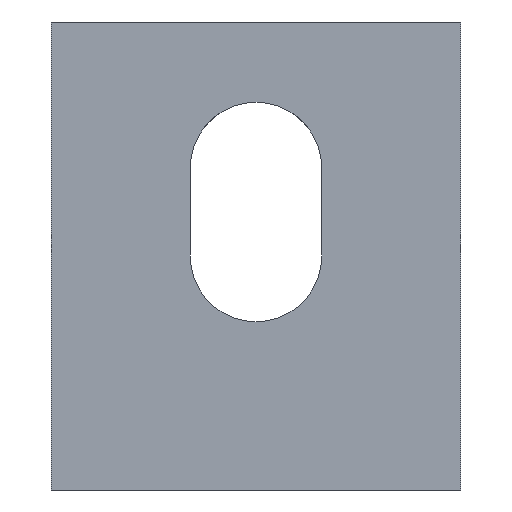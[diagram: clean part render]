
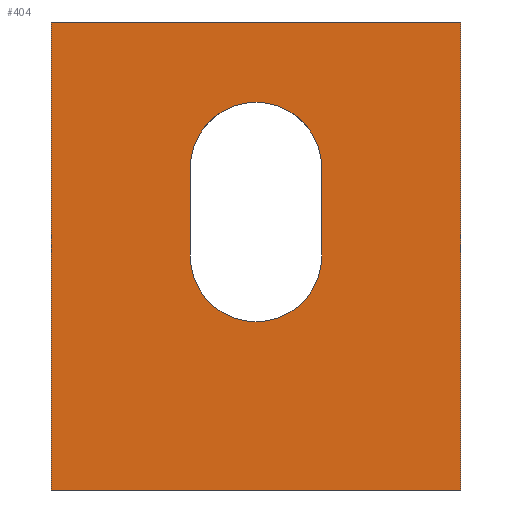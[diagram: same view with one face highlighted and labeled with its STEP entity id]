
A CAD part, front view. The second image highlights one B-rep face of the part: STEP entity #404.
In plain terms, the highlighted planar face has unit normal (0, -1, 0).
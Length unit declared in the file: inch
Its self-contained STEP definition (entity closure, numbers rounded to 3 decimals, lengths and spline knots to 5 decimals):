
#2 = CARTESIAN_POINT ( 'NONE',  ( 0.297, 0., 0.5 ) ) ;
#7 = CARTESIAN_POINT ( 'NONE',  ( 0.297, 0., 0.688 ) ) ;
#24 = LINE ( 'NONE', #25, #26 ) ;
#25 = CARTESIAN_POINT ( 'NONE',  ( 0., 0., 0. ) ) ;
#26 = VECTOR ( 'NONE', #27, 39.37008 ) ;
#27 = DIRECTION ( 'NONE',  ( 0., 0., -1. ) ) ;
#82 = ORIENTED_EDGE ( 'NONE', *, *, #184, .F. ) ;
#146 = VERTEX_POINT ( 'NONE', #415 ) ;
#147 = VERTEX_POINT ( 'NONE', #421 ) ;
#154 = ORIENTED_EDGE ( 'NONE', *, *, #670, .F. ) ;
#160 = VERTEX_POINT ( 'NONE', #497 ) ;
#174 = ORIENTED_EDGE ( 'NONE', *, *, #177, .F. ) ;
#177 = EDGE_CURVE ( 'NONE', #147, #196, #613, .T. ) ;
#178 = ORIENTED_EDGE ( 'NONE', *, *, #242, .T. ) ;
#183 = EDGE_LOOP ( 'NONE', ( #219, #82, #154, #178 ) ) ;
#184 = EDGE_CURVE ( 'NONE', #634, #160, #661, .T. ) ;
#186 = EDGE_CURVE ( 'NONE', #304, #146, #674, .T. ) ;
#196 = VERTEX_POINT ( 'NONE', #7 ) ;
#200 = ORIENTED_EDGE ( 'NONE', *, *, #288, .F. ) ;
#204 = EDGE_CURVE ( 'NONE', #405, #160, #24, .T. ) ;
#217 = EDGE_CURVE ( 'NONE', #196, #304, #469, .T. ) ;
#219 = ORIENTED_EDGE ( 'NONE', *, *, #204, .T. ) ;
#221 = VERTEX_POINT ( 'NONE', #496 ) ;
#242 = EDGE_CURVE ( 'NONE', #221, #405, #326, .T. ) ;
#250 = ORIENTED_EDGE ( 'NONE', *, *, #217, .F. ) ;
#263 = ORIENTED_EDGE ( 'NONE', *, *, #186, .F. ) ;
#270 = VERTEX_POINT ( 'NONE', #460 ) ;
#288 = EDGE_CURVE ( 'NONE', #146, #270, #607, .T. ) ;
#289 = ORIENTED_EDGE ( 'NONE', *, *, #563, .F. ) ;
#302 = EDGE_LOOP ( 'NONE', ( #250, #174, #289, #200, #263 ) ) ;
#304 = VERTEX_POINT ( 'NONE', #2 ) ;
#326 = LINE ( 'NONE', #327, #328 ) ;
#327 = CARTESIAN_POINT ( 'NONE',  ( 0.875, 0., 1. ) ) ;
#328 = VECTOR ( 'NONE', #329, 39.37008 ) ;
#329 = DIRECTION ( 'NONE',  ( -1., 0., 0. ) ) ;
#404 = ADVANCED_FACE ( 'NONE', ( #434, #435 ), #436, .F. ) ;
#405 = VERTEX_POINT ( 'NONE', #455 ) ;
#415 = CARTESIAN_POINT ( 'NONE',  ( 0.4375, 0., 0.3595 ) ) ;
#421 = CARTESIAN_POINT ( 'NONE',  ( 0.578, 0., 0.688 ) ) ;
#434 = FACE_BOUND ( 'NONE', #302, .T. ) ;
#435 = FACE_OUTER_BOUND ( 'NONE', #183, .T. ) ;
#436 = PLANE ( 'NONE',  #437 ) ;
#437 = AXIS2_PLACEMENT_3D ( 'NONE', #438, #439, #440 ) ;
#438 = CARTESIAN_POINT ( 'NONE',  ( 0.875, 0., 0. ) ) ;
#439 = DIRECTION ( 'NONE',  ( 0., 1., 0. ) ) ;
#440 = DIRECTION ( 'NONE',  ( 0., 0., 1. ) ) ;
#455 = CARTESIAN_POINT ( 'NONE',  ( 0., 0., 1. ) ) ;
#460 = CARTESIAN_POINT ( 'NONE',  ( 0.578, 0., 0.5 ) ) ;
#469 = LINE ( 'NONE', #470, #471 ) ;
#470 = CARTESIAN_POINT ( 'NONE',  ( 0.297, 0., 0.688 ) ) ;
#471 = VECTOR ( 'NONE', #472, 39.37008 ) ;
#472 = DIRECTION ( 'NONE',  ( 0., 0., -1. ) ) ;
#496 = CARTESIAN_POINT ( 'NONE',  ( 0.875, 0., 1. ) ) ;
#497 = CARTESIAN_POINT ( 'NONE',  ( 0., 0., 0. ) ) ;
#533 = LINE ( 'NONE', #534, #535 ) ;
#534 = CARTESIAN_POINT ( 'NONE',  ( 0.578, 0., 0.688 ) ) ;
#535 = VECTOR ( 'NONE', #536, 39.37008 ) ;
#536 = DIRECTION ( 'NONE',  ( 0., 0., 1. ) ) ;
#563 = EDGE_CURVE ( 'NONE', #270, #147, #533, .T. ) ;
#607 = CIRCLE ( 'NONE', #608, 0.1405 ) ;
#608 = AXIS2_PLACEMENT_3D ( 'NONE', #609, #610, #611 ) ;
#609 = CARTESIAN_POINT ( 'NONE',  ( 0.4375, 0., 0.5 ) ) ;
#610 = DIRECTION ( 'NONE',  ( 0., -1., 0. ) ) ;
#611 = DIRECTION ( 'NONE',  ( 0., 0., 1. ) ) ;
#612 = CARTESIAN_POINT ( 'NONE',  ( 0.875, 0., 0. ) ) ;
#613 = CIRCLE ( 'NONE', #618, 0.1405 ) ;
#618 = AXIS2_PLACEMENT_3D ( 'NONE', #619, #620, #621 ) ;
#619 = CARTESIAN_POINT ( 'NONE',  ( 0.4375, 0., 0.688 ) ) ;
#620 = DIRECTION ( 'NONE',  ( 0., -1., 0. ) ) ;
#621 = DIRECTION ( 'NONE',  ( 0., 0., -1. ) ) ;
#634 = VERTEX_POINT ( 'NONE', #612 ) ;
#639 = LINE ( 'NONE', #640, #641 ) ;
#640 = CARTESIAN_POINT ( 'NONE',  ( 0.875, 0., 0. ) ) ;
#641 = VECTOR ( 'NONE', #642, 39.37008 ) ;
#642 = DIRECTION ( 'NONE',  ( 0., 0., -1. ) ) ;
#661 = LINE ( 'NONE', #662, #663 ) ;
#662 = CARTESIAN_POINT ( 'NONE',  ( 0.875, 0., 0. ) ) ;
#663 = VECTOR ( 'NONE', #664, 39.37008 ) ;
#664 = DIRECTION ( 'NONE',  ( -1., 0., 0. ) ) ;
#670 = EDGE_CURVE ( 'NONE', #221, #634, #639, .T. ) ;
#674 = CIRCLE ( 'NONE', #675, 0.1405 ) ;
#675 = AXIS2_PLACEMENT_3D ( 'NONE', #676, #677, #678 ) ;
#676 = CARTESIAN_POINT ( 'NONE',  ( 0.4375, 0., 0.5 ) ) ;
#677 = DIRECTION ( 'NONE',  ( 0., -1., 0. ) ) ;
#678 = DIRECTION ( 'NONE',  ( 0., 0., 1. ) ) ;
